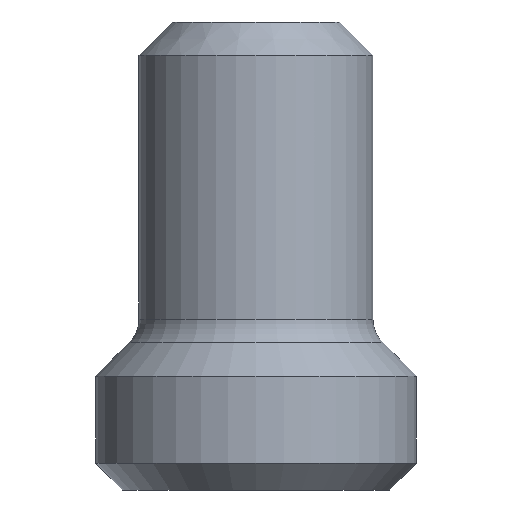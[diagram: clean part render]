
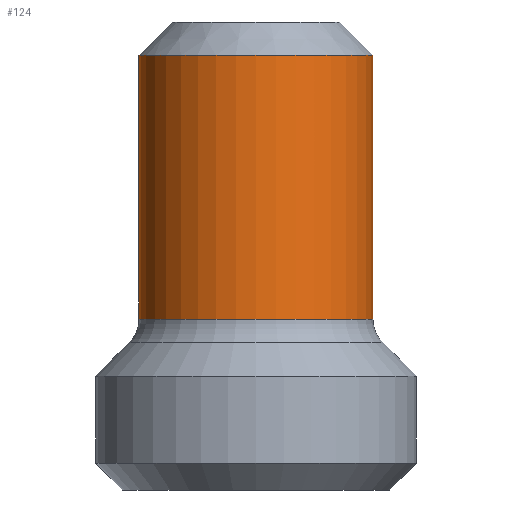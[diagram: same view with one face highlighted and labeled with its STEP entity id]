
A CAD part, front view. The second image highlights one B-rep face of the part: STEP entity #124.
In plain terms, the highlighted cylindrical face has radius 1.75 mm (diameter 3.5 mm), a partial arc.
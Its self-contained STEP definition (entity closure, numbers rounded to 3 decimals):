
#55=CYLINDRICAL_SURFACE('',#506,1.75);
#79=LINE('',#717,#101);
#80=LINE('',#721,#102);
#101=VECTOR('',#578,1.);
#102=VECTOR('',#581,1.);
#124=ADVANCED_FACE('',(#154),#55,.T.);
#154=FACE_OUTER_BOUND('',#181,.T.);
#181=EDGE_LOOP('',(#217,#218,#219,#220));
#217=ORIENTED_EDGE('',*,*,#385,.T.);
#218=ORIENTED_EDGE('',*,*,#386,.T.);
#219=ORIENTED_EDGE('',*,*,#387,.F.);
#220=ORIENTED_EDGE('',*,*,#388,.F.);
#341=VERTEX_POINT('',#710);
#342=VERTEX_POINT('',#711);
#343=VERTEX_POINT('',#718);
#344=VERTEX_POINT('',#720);
#385=EDGE_CURVE('',#341,#342,#449,.T.);
#386=EDGE_CURVE('',#342,#343,#79,.T.);
#387=EDGE_CURVE('',#344,#343,#450,.T.);
#388=EDGE_CURVE('',#341,#344,#80,.T.);
#449=CIRCLE('',#503,1.75);
#450=CIRCLE('',#505,1.75);
#503=AXIS2_PLACEMENT_3D('',#715,#574,#575);
#505=AXIS2_PLACEMENT_3D('',#719,#579,#580);
#506=AXIS2_PLACEMENT_3D('',#722,#582,#583);
#574=DIRECTION('',(0.,0.,-1.));
#575=DIRECTION('',(1.,0.,0.));
#578=DIRECTION('',(0.,0.,-1.));
#579=DIRECTION('',(0.,0.,-1.));
#580=DIRECTION('',(1.,0.,0.));
#581=DIRECTION('',(0.,0.,-1.));
#582=DIRECTION('',(0.,0.,-1.));
#583=DIRECTION('',(-1.,0.,0.));
#710=CARTESIAN_POINT('',(1.75,0.,6.5));
#711=CARTESIAN_POINT('',(-1.75,0.,6.5));
#715=CARTESIAN_POINT('',(0.,0.,6.5));
#717=CARTESIAN_POINT('',(-1.75,0.,6.5));
#718=CARTESIAN_POINT('',(-1.75,0.,2.557));
#719=CARTESIAN_POINT('',(0.,0.,2.557));
#720=CARTESIAN_POINT('',(1.75,0.,2.557));
#721=CARTESIAN_POINT('',(1.75,0.,6.5));
#722=CARTESIAN_POINT('',(0.,0.,7.35));
